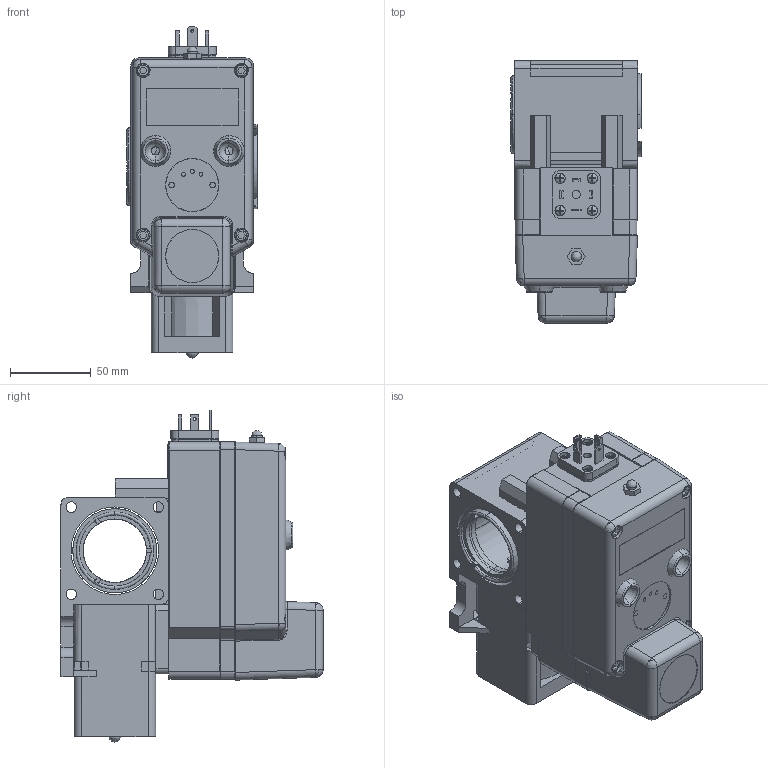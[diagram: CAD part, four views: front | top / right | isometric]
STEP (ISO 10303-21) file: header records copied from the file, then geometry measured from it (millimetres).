
FILE_DESCRIPTION (( 'STEP AP203' ), '1' );
FILE_NAME ('SV-1120-30-H.step', '2024-08-21T11:27:14', ( '' ), ( '' ), 'SwSTEP 2.0', 'SolidWorks 2023', '' );
FILE_SCHEMA (( 'CONFIG_CONTROL_DESIGN' ));
Products named in the file (1): SV-1120-30-H
Bounding box: 80.54 x 162.48 x 205.65 mm (x, y, z)
Volume: 704606.9 mm3; surface area: 285395.4 mm2
Topology: 27 solids, 29 shells, 1488 faces, 3982 edges, 2550 vertices
Faces by surface type: plane 728, cylinder 504, cone 150, bspline 102, torus 4
Entity records: 53122 total; most frequent: CARTESIAN_POINT 16113, ORIENTED_EDGE 7908, DIRECTION 7440, EDGE_CURVE 3954, AXIS2_PLACEMENT_3D 2639, VERTEX_POINT 2550, LINE 2162, VECTOR 2162
